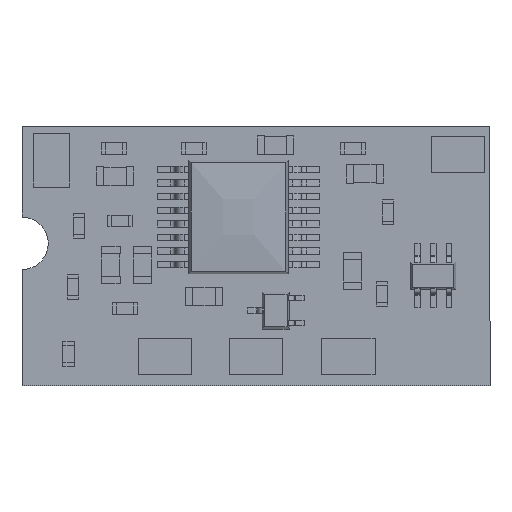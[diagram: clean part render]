
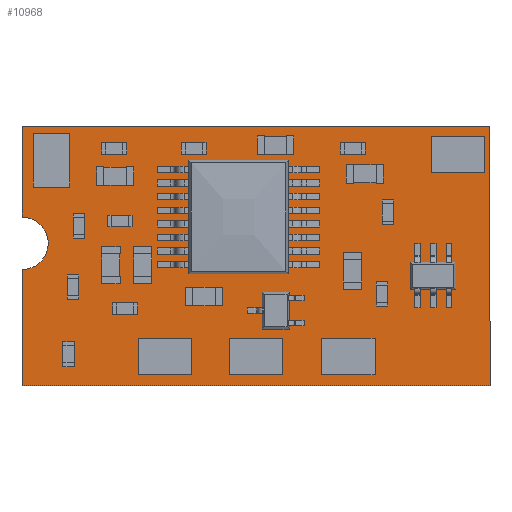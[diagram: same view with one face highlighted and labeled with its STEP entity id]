
A CAD part, front view. The second image highlights one B-rep face of the part: STEP entity #10968.
In plain terms, the highlighted planar face has unit normal (0, -1, 0).
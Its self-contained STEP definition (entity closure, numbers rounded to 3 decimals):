
#312 = DIRECTION ( 'NONE',  ( 0., 0., -1. ) ) ;
#313 = DIRECTION ( 'NONE',  ( 0., -1., 0. ) ) ;
#314 = CARTESIAN_POINT ( 'NONE',  ( -10.3, 0., 0. ) ) ;
#315 = AXIS2_PLACEMENT_3D ( 'NONE', #314, #313, #312 ) ;
#317 = PLANE ( 'NONE',  #315 ) ;
#318 = FACE_OUTER_BOUND ( 'NONE', #10969, .T. ) ;
#441 = CARTESIAN_POINT ( 'NONE',  ( -10.3, 0., -11.43 ) ) ;
#446 = CARTESIAN_POINT ( 'NONE',  ( 10.3, 0., -11.43 ) ) ;
#462 = CARTESIAN_POINT ( 'NONE',  ( -10.3, 0., -4. ) ) ;
#463 = CARTESIAN_POINT ( 'NONE',  ( -10.3, 0., 0. ) ) ;
#464 = DIRECTION ( 'NONE',  ( 0., 0., 1. ) ) ;
#465 = VECTOR ( 'NONE', #464, 1000. ) ;
#466 = CARTESIAN_POINT ( 'NONE',  ( -10.3, 0., 0. ) ) ;
#571 = LINE ( 'NONE', #466, #465 ) ;
#683 = DIRECTION ( 'NONE',  ( 0., 0., 1. ) ) ;
#684 = DIRECTION ( 'NONE',  ( 0., 1., 0. ) ) ;
#685 = CARTESIAN_POINT ( 'NONE',  ( -10.3, 0., -5.155 ) ) ;
#686 = AXIS2_PLACEMENT_3D ( 'NONE', #685, #684, #683 ) ;
#740 = CIRCLE ( 'NONE', #686, 1.155 ) ;
#898 = DIRECTION ( 'NONE',  ( 0., 0., -1. ) ) ;
#899 = VECTOR ( 'NONE', #898, 1000. ) ;
#900 = CARTESIAN_POINT ( 'NONE',  ( 10.3, 0., 0. ) ) ;
#901 = LINE ( 'NONE', #900, #899 ) ;
#902 = CARTESIAN_POINT ( 'NONE',  ( -10.3, 0., -6.31 ) ) ;
#903 = DIRECTION ( 'NONE',  ( 0., 0., 1. ) ) ;
#904 = VECTOR ( 'NONE', #903, 1000. ) ;
#905 = CARTESIAN_POINT ( 'NONE',  ( -10.3, 0., 0. ) ) ;
#906 = LINE ( 'NONE', #905, #904 ) ;
#966 = CARTESIAN_POINT ( 'NONE',  ( 10.3, 0., 0. ) ) ;
#967 = DIRECTION ( 'NONE',  ( 1., 0., 0. ) ) ;
#968 = VECTOR ( 'NONE', #967, 1000. ) ;
#969 = CARTESIAN_POINT ( 'NONE',  ( -10.3, 0., 0. ) ) ;
#970 = LINE ( 'NONE', #969, #968 ) ;
#997 = DIRECTION ( 'NONE',  ( -1., 0., 0. ) ) ;
#998 = VECTOR ( 'NONE', #997, 1000. ) ;
#999 = CARTESIAN_POINT ( 'NONE',  ( -10.3, 0., -11.43 ) ) ;
#1000 = LINE ( 'NONE', #999, #998 ) ;
#10968 = ADVANCED_FACE ( 'NONE', ( #318 ), #317, .T. ) ;
#10969 = EDGE_LOOP ( 'NONE', ( #11142, #11141, #11139, #11092, #11090, #11091 ) ) ;
#11026 = EDGE_CURVE ( 'NONE', #11028, #11027, #571, .T. ) ;
#11027 = VERTEX_POINT ( 'NONE', #463 ) ;
#11028 = VERTEX_POINT ( 'NONE', #462 ) ;
#11038 = VERTEX_POINT ( 'NONE', #446 ) ;
#11042 = VERTEX_POINT ( 'NONE', #441 ) ;
#11090 = ORIENTED_EDGE ( 'NONE', *, *, #11168, .F. ) ;
#11091 = ORIENTED_EDGE ( 'NONE', *, *, #11026, .F. ) ;
#11092 = ORIENTED_EDGE ( 'NONE', *, *, #11179, .F. ) ;
#11139 = ORIENTED_EDGE ( 'NONE', *, *, #11194, .F. ) ;
#11140 = EDGE_CURVE ( 'NONE', #11028, #11177, #740, .T. ) ;
#11141 = ORIENTED_EDGE ( 'NONE', *, *, #11176, .F. ) ;
#11142 = ORIENTED_EDGE ( 'NONE', *, *, #11140, .T. ) ;
#11168 = EDGE_CURVE ( 'NONE', #11027, #11169, #970, .T. ) ;
#11169 = VERTEX_POINT ( 'NONE', #966 ) ;
#11176 = EDGE_CURVE ( 'NONE', #11042, #11177, #906, .T. ) ;
#11177 = VERTEX_POINT ( 'NONE', #902 ) ;
#11179 = EDGE_CURVE ( 'NONE', #11169, #11038, #901, .T. ) ;
#11194 = EDGE_CURVE ( 'NONE', #11038, #11042, #1000, .T. ) ;
